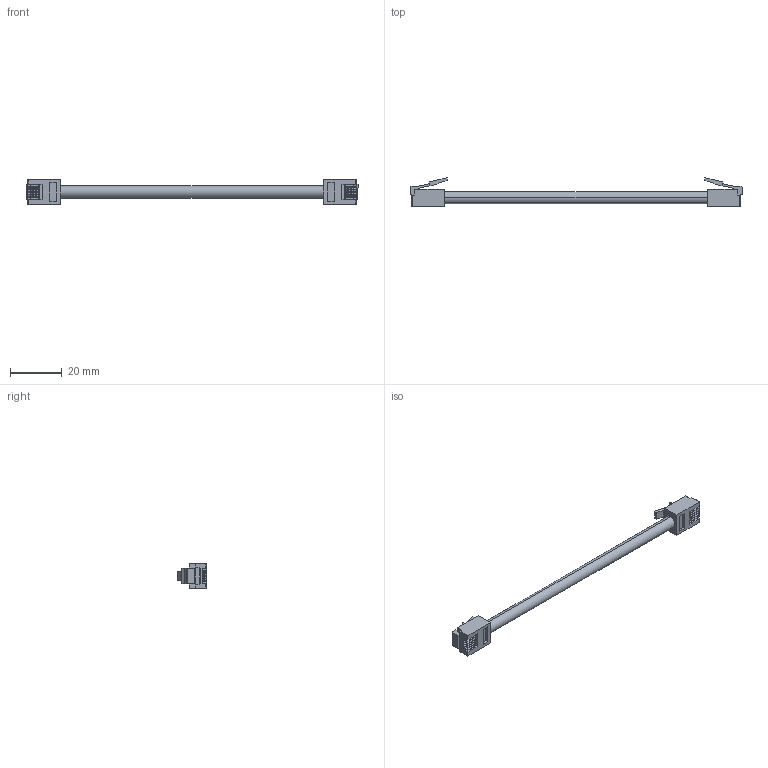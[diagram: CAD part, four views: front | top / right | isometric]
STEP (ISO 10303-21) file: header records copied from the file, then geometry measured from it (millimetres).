
FILE_DESCRIPTION (( 'STEP AP203' ), '1' );
FILE_NAME ('TRDU45.STEP', '2010-11-12T13:49:06', ( 'x' ), ( 'Microsoft' ), 'SwSTEP 2.0', 'SolidWorks 2010', '' );
FILE_SCHEMA (( 'CONFIG_CONTROL_DESIGN' ));
Length unit declared in the file: inch
Products named in the file (5): TC2380-PROD_4" long; 1AD01-008-MA1; TRDU45; 1AD02-006_NO PIN DESIGNATION; 1AD02-006_with crimped pins
Assembly tree (8 placements, depth 3):
  TRDU45
    1AD02-006_with crimped pins  x2
      1AD01-008-MA1
      1AD02-006_NO PIN DESIGNATION
    TC2380-PROD_4" long
Bounding box: 128.27 x 11 x 9.65 mm (x, y, z)
Volume: 3138.1 mm3; surface area: 3833 mm2
Topology: 11 solids, 11 shells, 446 faces, 1284 edges, 852 vertices
Faces by surface type: plane 358, cylinder 88
Entity records: 5500 total; most frequent: CARTESIAN_POINT 878, ORIENTED_EDGE 858, DIRECTION 801, EDGE_CURVE 429, VECTOR 371, LINE 371, VERTEX_POINT 284, AXIS2_PLACEMENT_3D 215
